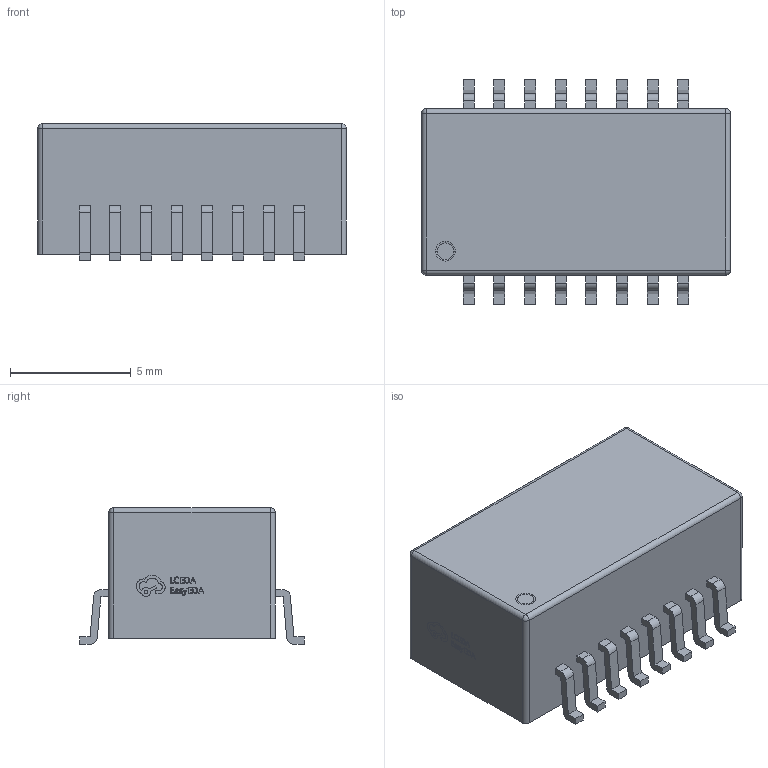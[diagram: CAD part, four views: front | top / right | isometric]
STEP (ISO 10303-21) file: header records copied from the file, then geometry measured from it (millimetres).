
FILE_DESCRIPTION (( 'STEP AP214' ), '1' );
FILE_NAME ('XFMR-SMD_16P-L12.8-W6.9-H5.7-P1.27-LS9.3-BL.step', '2022-07-15T05:04:24', ( '' ), ( '' ), 'SwSTEP 2.0', 'SolidWorks 2020', '' );
FILE_SCHEMA (( 'AUTOMOTIVE_DESIGN' ));
Length unit declared in the file: millimetre
Products named in the file (1): XFMR-SMD_16P-L12.8-W6.9-H5.7-P1.27-LS9.3-BL
Bounding box: 12.8 x 9.3 x 5.65 mm (x, y, z)
Volume: 482.8 mm3; surface area: 455.9 mm2
Topology: 14 solids, 14 shells, 487 faces, 1297 edges, 858 vertices
Faces by surface type: plane 329, bspline 112, cylinder 40, sphere 4, torus 2
Entity records: 21701 total; most frequent: CARTESIAN_POINT 4743, ORIENTED_EDGE 2586, DIRECTION 1903, EDGE_CURVE 1293, LINE 979, VECTOR 979, VERTEX_POINT 858, EDGE_LOOP 523
